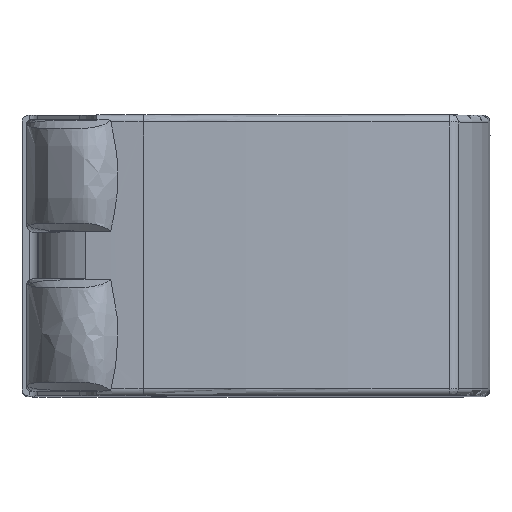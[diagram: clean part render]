
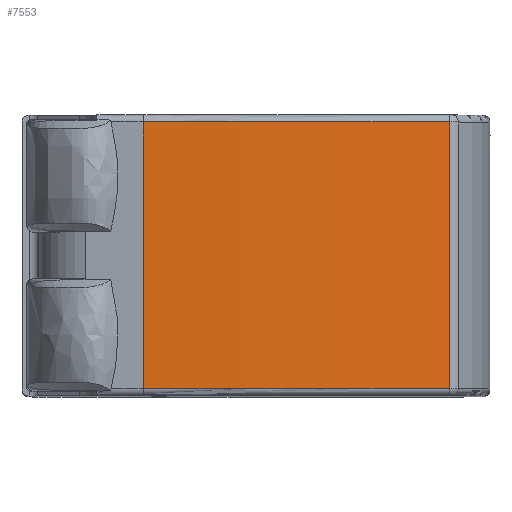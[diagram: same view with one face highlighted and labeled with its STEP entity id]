
A CAD part, top view. The second image highlights one B-rep face of the part: STEP entity #7553.
In plain terms, the highlighted cylindrical face has radius 137.017 mm (diameter 274.034 mm), a partial arc.
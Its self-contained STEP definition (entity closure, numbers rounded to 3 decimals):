
#496=FACE_OUTER_BOUND('',#932,.T.);
#932=EDGE_LOOP('',(#6523,#6524,#6525,#6526));
#1735=CIRCLE('',#8478,137.017);
#1736=CIRCLE('',#8480,137.017);
#2052=LINE('',#35827,#2490);
#2088=LINE('',#36233,#2526);
#2490=VECTOR('',#10404,1.);
#2526=VECTOR('',#10522,1.);
#3342=VERTEX_POINT('',#35824);
#3343=VERTEX_POINT('',#35826);
#3390=VERTEX_POINT('',#36217);
#3391=VERTEX_POINT('',#36231);
#4383=EDGE_CURVE('',#3342,#3343,#2052,.T.);
#4463=EDGE_CURVE('',#3390,#3391,#2088,.T.);
#4474=EDGE_CURVE('',#3391,#3343,#1735,.T.);
#4475=EDGE_CURVE('',#3390,#3342,#1736,.T.);
#6523=ORIENTED_EDGE('',*,*,#4474,.T.);
#6524=ORIENTED_EDGE('',*,*,#4383,.F.);
#6525=ORIENTED_EDGE('',*,*,#4475,.F.);
#6526=ORIENTED_EDGE('',*,*,#4463,.T.);
#7144=CYLINDRICAL_SURFACE('',#8479,137.017);
#7553=ADVANCED_FACE('',(#496),#7144,.T.);
#8478=AXIS2_PLACEMENT_3D('',#36262,#10552,#10553);
#8479=AXIS2_PLACEMENT_3D('',#36263,#10554,#10555);
#8480=AXIS2_PLACEMENT_3D('',#36264,#10556,#10557);
#10404=DIRECTION('',(0.,1.,0.));
#10522=DIRECTION('',(0.,1.,0.));
#10552=DIRECTION('center_axis',(0.,-1.,0.));
#10553=DIRECTION('ref_axis',(0.,0.,1.));
#10554=DIRECTION('center_axis',(0.,1.,0.));
#10555=DIRECTION('ref_axis',(0.,0.,-1.));
#10556=DIRECTION('center_axis',(0.,-1.,0.));
#10557=DIRECTION('ref_axis',(0.,0.,1.));
#35824=CARTESIAN_POINT('',(-11.303,-11.69,3.587));
#35826=CARTESIAN_POINT('',(-11.303,-0.29,3.587));
#35827=CARTESIAN_POINT('',(-11.303,-5.99,3.587));
#36217=CARTESIAN_POINT('',(1.776,-11.69,2.962));
#36231=CARTESIAN_POINT('',(1.776,-0.29,2.962));
#36233=CARTESIAN_POINT('',(1.776,-17.49,2.962));
#36262=CARTESIAN_POINT('Origin',(-11.303,-0.29,-133.429));
#36263=CARTESIAN_POINT('Origin',(-11.303,-17.49,-133.429));
#36264=CARTESIAN_POINT('Origin',(-11.303,-11.69,-133.429));
